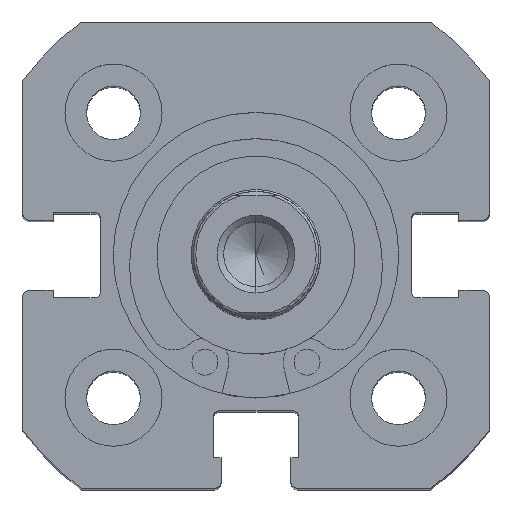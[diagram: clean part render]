
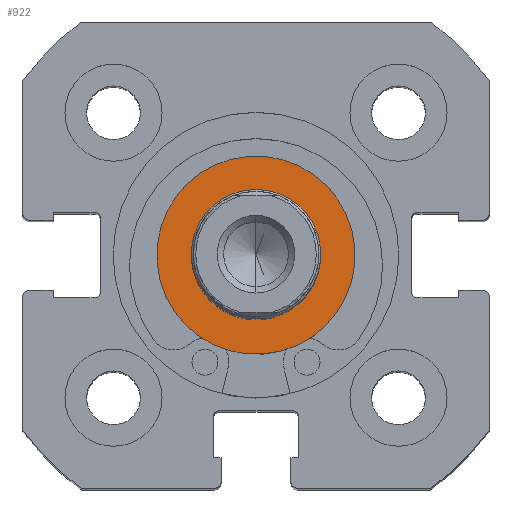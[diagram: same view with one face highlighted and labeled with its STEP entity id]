
A CAD part, top view. The second image highlights one B-rep face of the part: STEP entity #922.
In plain terms, the highlighted face is planar.
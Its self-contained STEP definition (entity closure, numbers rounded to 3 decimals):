
#322 = EDGE_LOOP ( 'NONE', ( #855, #856 ) ) ;
#348 = EDGE_LOOP ( 'NONE', ( #818, #827 ) ) ;
#818 = ORIENTED_EDGE ( 'NONE', *, *, #3793, .F. ) ;
#827 = ORIENTED_EDGE ( 'NONE', *, *, #3773, .F. ) ;
#855 = ORIENTED_EDGE ( 'NONE', *, *, #3751, .T. ) ;
#856 = ORIENTED_EDGE ( 'NONE', *, *, #3791, .T. ) ;
#922 = ADVANCED_FACE ( 'NONE', ( #3138, #3144 ), #1818, .F. ) ;
#1076 = VERTEX_POINT ( 'NONE', #2051 ) ;
#1439 = VERTEX_POINT ( 'NONE', #1676 ) ;
#1449 = VERTEX_POINT ( 'NONE', #1843 ) ;
#1599 = DIRECTION ( 'NONE',  ( 0., 0., -1. ) ) ;
#1610 = DIRECTION ( 'NONE',  ( 1., 0., 0. ) ) ;
#1676 = CARTESIAN_POINT ( 'NONE',  ( 0., 0., -5. ) ) ;
#1777 = CARTESIAN_POINT ( 'NONE',  ( 0., 7.65, 0. ) ) ;
#1818 = PLANE ( 'NONE',  #4171 ) ;
#1843 = CARTESIAN_POINT ( 'NONE',  ( 0., 0., 5. ) ) ;
#2051 = CARTESIAN_POINT ( 'NONE',  ( 0., 0., -7.65 ) ) ;
#2332 = DIRECTION ( 'NONE',  ( -1., 0., 0. ) ) ;
#2333 = CARTESIAN_POINT ( 'NONE',  ( 0., 0., 0. ) ) ;
#2336 = DIRECTION ( 'NONE',  ( 0., 0., 1. ) ) ;
#2384 = CARTESIAN_POINT ( 'NONE',  ( 0., 0., 0. ) ) ;
#2385 = CARTESIAN_POINT ( 'NONE',  ( 0., 0., 0. ) ) ;
#2387 = DIRECTION ( 'NONE',  ( 0., 0., 1. ) ) ;
#2388 = DIRECTION ( 'NONE',  ( -1., 0., 0. ) ) ;
#2396 = DIRECTION ( 'NONE',  ( 0., 0., 1. ) ) ;
#2397 = DIRECTION ( 'NONE',  ( -1., 0., 0. ) ) ;
#2438 = CARTESIAN_POINT ( 'NONE',  ( 0., 0., 0. ) ) ;
#2456 = DIRECTION ( 'NONE',  ( -1., 0., 0. ) ) ;
#2458 = DIRECTION ( 'NONE',  ( 0., 0., 1. ) ) ;
#3138 = FACE_BOUND ( 'NONE', #348, .T. ) ;
#3144 = FACE_OUTER_BOUND ( 'NONE', #322, .T. ) ;
#3501 = CIRCLE ( 'NONE', #4341, 7.65 ) ;
#3529 = CIRCLE ( 'NONE', #4356, 5. ) ;
#3552 = CIRCLE ( 'NONE', #4364, 7.65 ) ;
#3556 = CIRCLE ( 'NONE', #4370, 5. ) ;
#3751 = EDGE_CURVE ( 'NONE', #5931, #1076, #3501, .T. ) ;
#3773 = EDGE_CURVE ( 'NONE', #1439, #1449, #3529, .T. ) ;
#3791 = EDGE_CURVE ( 'NONE', #1076, #5931, #3552, .T. ) ;
#3793 = EDGE_CURVE ( 'NONE', #1449, #1439, #3556, .T. ) ;
#4171 = AXIS2_PLACEMENT_3D ( 'NONE', #1777, #1610, #1599 ) ;
#4341 = AXIS2_PLACEMENT_3D ( 'NONE', #2438, #2456, #2458 ) ;
#4356 = AXIS2_PLACEMENT_3D ( 'NONE', #2333, #2332, #2336 ) ;
#4364 = AXIS2_PLACEMENT_3D ( 'NONE', #2385, #2388, #2387 ) ;
#4370 = AXIS2_PLACEMENT_3D ( 'NONE', #2384, #2397, #2396 ) ;
#5239 = CARTESIAN_POINT ( 'NONE',  ( 0., 0., 7.65 ) ) ;
#5931 = VERTEX_POINT ( 'NONE', #5239 ) ;
